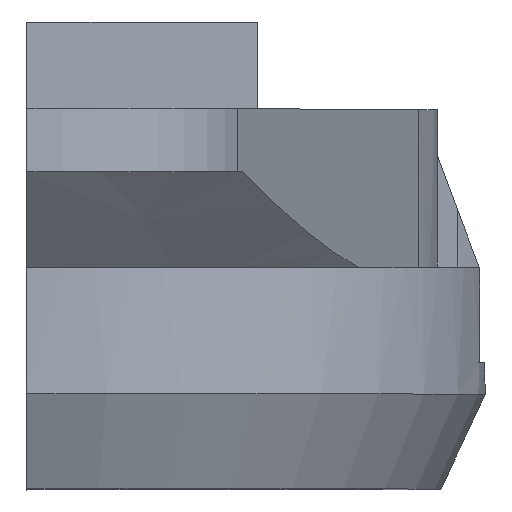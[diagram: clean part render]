
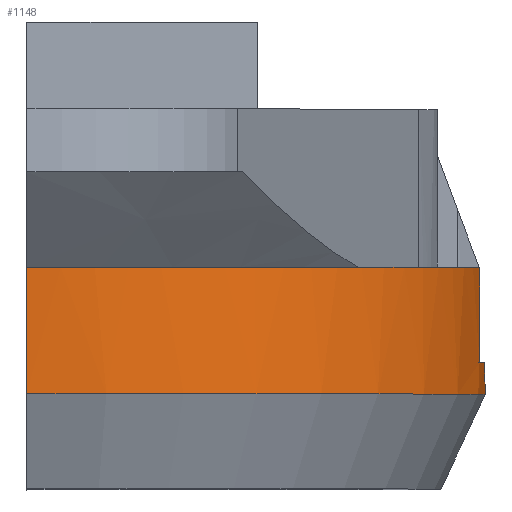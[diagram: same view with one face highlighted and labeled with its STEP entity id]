
A CAD part, top view. The second image highlights one B-rep face of the part: STEP entity #1148.
In plain terms, the highlighted cylindrical face has radius 24.167 mm (diameter 48.333 mm), a partial arc.
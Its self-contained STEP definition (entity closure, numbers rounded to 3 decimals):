
#1 = CARTESIAN_POINT ( 'NONE',  ( -23.171, 15.222, 26.486 ) ) ;
#5 = CARTESIAN_POINT ( 'NONE',  ( -23.171, 15.222, 2.319 ) ) ;
#19 = CARTESIAN_POINT ( 'NONE',  ( 0.698, 15.222, 6.104 ) ) ;
#51 = AXIS2_PLACEMENT_3D ( 'NONE', #173, #520, #1166 ) ;
#65 = ORIENTED_EDGE ( 'NONE', *, *, #276, .F. ) ;
#121 = VERTEX_POINT ( 'NONE', #899 ) ;
#148 = EDGE_CURVE ( 'NONE', #219, #1025, #1027, .T. ) ;
#167 = VECTOR ( 'NONE', #451, 1000. ) ;
#173 = CARTESIAN_POINT ( 'NONE',  ( -23.171, 15.222, 2.319 ) ) ;
#189 = CARTESIAN_POINT ( 'NONE',  ( 0.698, 15.222, 6.104 ) ) ;
#195 = CARTESIAN_POINT ( 'NONE',  ( 0.698, 10.222, 6.104 ) ) ;
#212 = ORIENTED_EDGE ( 'NONE', *, *, #1040, .F. ) ;
#219 = VERTEX_POINT ( 'NONE', #195 ) ;
#236 = CIRCLE ( 'NONE', #978, 24.167 ) ;
#254 = VECTOR ( 'NONE', #1016, 1000. ) ;
#266 = EDGE_CURVE ( 'NONE', #321, #121, #649, .T. ) ;
#276 = EDGE_CURVE ( 'NONE', #623, #219, #835, .T. ) ;
#287 = EDGE_CURVE ( 'NONE', #642, #623, #820, .T. ) ;
#307 = CARTESIAN_POINT ( 'NONE',  ( 0.698, 10.222, -1.465 ) ) ;
#317 = VERTEX_POINT ( 'NONE', #469 ) ;
#321 = VERTEX_POINT ( 'NONE', #1098 ) ;
#328 = VECTOR ( 'NONE', #562, 1000. ) ;
#335 = LINE ( 'NONE', #990, #167 ) ;
#361 = DIRECTION ( 'NONE',  ( 0., 1., 0. ) ) ;
#445 = DIRECTION ( 'NONE',  ( 0., -1., 0. ) ) ;
#450 = DIRECTION ( 'NONE',  ( 0., 0., 1. ) ) ;
#451 = DIRECTION ( 'NONE',  ( 0., 1., 0. ) ) ;
#461 = EDGE_CURVE ( 'NONE', #607, #321, #541, .T. ) ;
#469 = CARTESIAN_POINT ( 'NONE',  ( -23.171, 8.555, 26.486 ) ) ;
#472 = CARTESIAN_POINT ( 'NONE',  ( -23.171, 10.222, -21.847 ) ) ;
#487 = ORIENTED_EDGE ( 'NONE', *, *, #266, .F. ) ;
#502 = ORIENTED_EDGE ( 'NONE', *, *, #1083, .T. ) ;
#520 = DIRECTION ( 'NONE',  ( 0., 1., 0. ) ) ;
#529 = CARTESIAN_POINT ( 'NONE',  ( -23.171, 10.222, 2.319 ) ) ;
#541 = CIRCLE ( 'NONE', #51, 24.167 ) ;
#546 = EDGE_CURVE ( 'NONE', #317, #121, #236, .T. ) ;
#562 = DIRECTION ( 'NONE',  ( 0., -1., 0. ) ) ;
#607 = VERTEX_POINT ( 'NONE', #1096 ) ;
#623 = VERTEX_POINT ( 'NONE', #19 ) ;
#624 = ORIENTED_EDGE ( 'NONE', *, *, #461, .F. ) ;
#642 = VERTEX_POINT ( 'NONE', #1 ) ;
#649 = LINE ( 'NONE', #472, #254 ) ;
#650 = ORIENTED_EDGE ( 'NONE', *, *, #287, .F. ) ;
#671 = VECTOR ( 'NONE', #445, 1000. ) ;
#709 = DIRECTION ( 'NONE',  ( 0., -1., 0. ) ) ;
#725 = DIRECTION ( 'NONE',  ( 0., 0., 1. ) ) ;
#769 = ORIENTED_EDGE ( 'NONE', *, *, #546, .T. ) ;
#787 = DIRECTION ( 'NONE',  ( 0., 1., 0. ) ) ;
#793 = DIRECTION ( 'NONE',  ( 0., 0., 1. ) ) ;
#799 = FACE_OUTER_BOUND ( 'NONE', #1114, .T. ) ;
#810 = LINE ( 'NONE', #881, #671 ) ;
#820 = CIRCLE ( 'NONE', #911, 24.167 ) ;
#835 = LINE ( 'NONE', #189, #328 ) ;
#881 = CARTESIAN_POINT ( 'NONE',  ( 0.698, 15.222, -1.465 ) ) ;
#899 = CARTESIAN_POINT ( 'NONE',  ( -23.171, 8.555, -21.847 ) ) ;
#911 = AXIS2_PLACEMENT_3D ( 'NONE', #5, #361, #725 ) ;
#918 = DIRECTION ( 'NONE',  ( 0., 1., 0. ) ) ;
#934 = AXIS2_PLACEMENT_3D ( 'NONE', #529, #787, #793 ) ;
#975 = CARTESIAN_POINT ( 'NONE',  ( -23.171, 8.555, 2.319 ) ) ;
#978 = AXIS2_PLACEMENT_3D ( 'NONE', #975, #918, #450 ) ;
#979 = AXIS2_PLACEMENT_3D ( 'NONE', #984, #709, #1073 ) ;
#984 = CARTESIAN_POINT ( 'NONE',  ( -23.171, 10.222, 2.319 ) ) ;
#990 = CARTESIAN_POINT ( 'NONE',  ( -23.171, 10.222, 26.486 ) ) ;
#1016 = DIRECTION ( 'NONE',  ( 0., -1., 0. ) ) ;
#1025 = VERTEX_POINT ( 'NONE', #307 ) ;
#1027 = CIRCLE ( 'NONE', #934, 24.167 ) ;
#1040 = EDGE_CURVE ( 'NONE', #317, #642, #335, .T. ) ;
#1063 = ORIENTED_EDGE ( 'NONE', *, *, #148, .F. ) ;
#1073 = DIRECTION ( 'NONE',  ( 0., 0., -1. ) ) ;
#1083 = EDGE_CURVE ( 'NONE', #607, #1025, #810, .T. ) ;
#1096 = CARTESIAN_POINT ( 'NONE',  ( 0.698, 15.222, -1.465 ) ) ;
#1098 = CARTESIAN_POINT ( 'NONE',  ( -23.171, 15.222, -21.847 ) ) ;
#1114 = EDGE_LOOP ( 'NONE', ( #487, #624, #502, #1063, #65, #650, #212, #769 ) ) ;
#1148 = ADVANCED_FACE ( 'NONE', ( #799 ), #1167, .T. ) ;
#1166 = DIRECTION ( 'NONE',  ( 0., 0., 1. ) ) ;
#1167 = CYLINDRICAL_SURFACE ( 'NONE', #979, 24.167 ) ;
